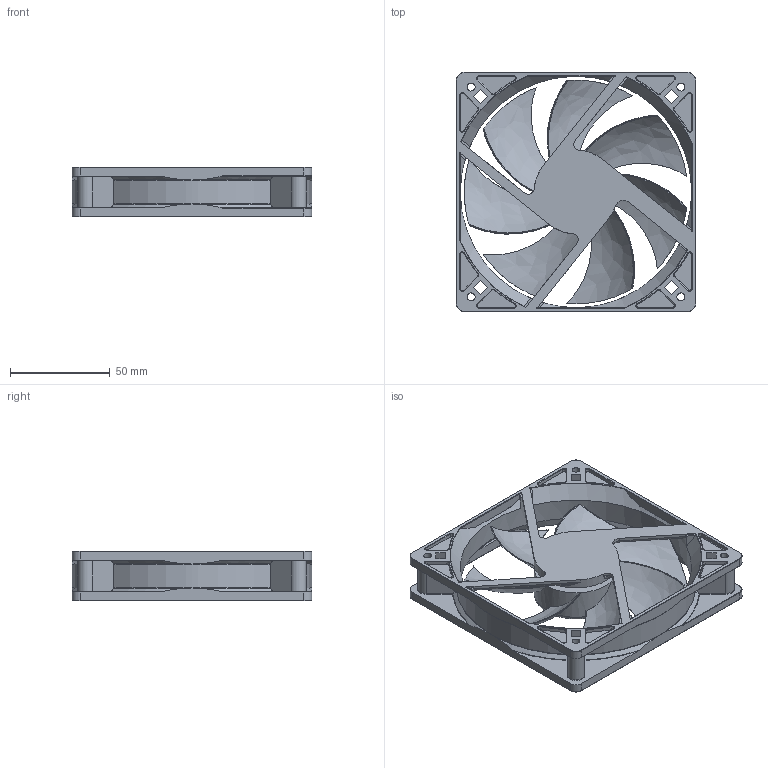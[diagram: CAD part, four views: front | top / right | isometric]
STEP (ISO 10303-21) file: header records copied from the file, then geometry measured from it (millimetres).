
FILE_DESCRIPTION(/* description */ (''),/* implementation_level */ '2;1');
FILE_NAME(/* name */ 'e234b697-895e-4865-a1d9-2ea31d53e542.stp',/* time_stamp */ '2018-08-20T21:09:28+00:00',/* author */ (''),/* organization */ (''),/* preprocessor_version */ 'ST-DEVELOPER v17',/* originating_system */ 'Autodesk Translation Framework v7.1.0.215',/* authorisation */ '');
FILE_SCHEMA (('AUTOMOTIVE_DESIGN { 1 0 10303 214 3 1 1 }'));
Length unit declared in the file: millimetre
Products named in the file (1): case_fan_120mm
Bounding box: 120 x 120 x 25 mm (x, y, z)
Volume: 78940.8 mm3; surface area: 64916.3 mm2
Topology: 2 solids, 2 shells, 694 faces, 1733 edges, 1018 vertices
Faces by surface type: cylinder 189, bspline 168, torus 147, plane 137, sphere 32, cone 21
Full cylindrical faces by diameter (mm): 10 x1, 42 x2, 116 x1
Entity records: 25770 total; most frequent: CARTESIAN_POINT 10268, ORIENTED_EDGE 3386, DIRECTION 3118, EDGE_CURVE 1693, AXIS2_PLACEMENT_3D 1293, VERTEX_POINT 1018, EDGE_LOOP 733, CIRCLE 721
